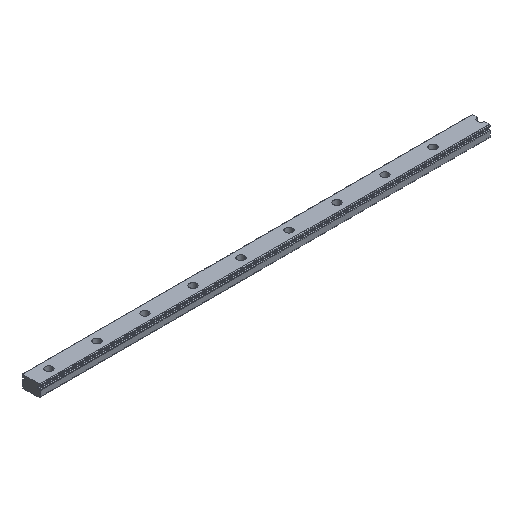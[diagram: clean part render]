
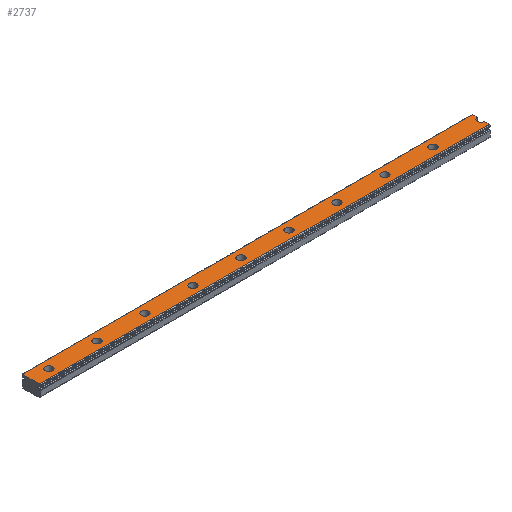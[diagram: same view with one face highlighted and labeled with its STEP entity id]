
A CAD part, isometric view. The second image highlights one B-rep face of the part: STEP entity #2737.
In plain terms, the highlighted planar face has unit normal (0, 0, 1).
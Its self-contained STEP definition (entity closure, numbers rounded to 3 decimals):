
#2117=CARTESIAN_POINT('POINT144',(43.,0.,
   10.));
#2118=VERTEX_POINT('VERTEX144',#2117);
#2126=CARTESIAN_POINT('POINT145',(37.,0.,
   10.));
#2127=VERTEX_POINT('VERTEX145',#2126);
#2134=CARTESIAN_POINT('POS198',(40.,0.,10.)
   );
#2135=DIRECTION('DIR311',(0.,0.,-1.));
#2136=DIRECTION('DIR312',(1.,0.,0.));
#2137=AXIS2_PLACEMENT_3D('AXIS114',#2134,#2135,#2136);
#2138=CIRCLE('ELLIPSE64',#2137,3.);
#2139=EDGE_CURVE('EDGE206',#2118,#2127,#2138,.T.);
#2150=EDGE_CURVE('EDGE207',#2127,#2118,#2138,.T.);
#2157=CARTESIAN_POINT('POINT146',(83.,0.,
   10.));
#2158=VERTEX_POINT('VERTEX146',#2157);
#2166=CARTESIAN_POINT('POINT147',(77.,0.,
   10.));
#2167=VERTEX_POINT('VERTEX147',#2166);
#2174=CARTESIAN_POINT('POS202',(80.,0.,10.)
   );
#2175=DIRECTION('DIR317',(0.,0.,-1.));
#2176=DIRECTION('DIR318',(1.,0.,0.));
#2177=AXIS2_PLACEMENT_3D('AXIS116',#2174,#2175,#2176);
#2178=CIRCLE('ELLIPSE65',#2177,3.);
#2179=EDGE_CURVE('EDGE210',#2158,#2167,#2178,.T.);
#2190=EDGE_CURVE('EDGE211',#2167,#2158,#2178,.T.);
#2197=CARTESIAN_POINT('POINT148',(123.,0.,
   10.));
#2198=VERTEX_POINT('VERTEX148',#2197);
#2206=CARTESIAN_POINT('POINT149',(117.,0.,
   10.));
#2207=VERTEX_POINT('VERTEX149',#2206);
#2214=CARTESIAN_POINT('POS206',(120.,0.,10.)
   );
#2215=DIRECTION('DIR323',(0.,0.,-1.));
#2216=DIRECTION('DIR324',(1.,0.,0.));
#2217=AXIS2_PLACEMENT_3D('AXIS118',#2214,#2215,#2216);
#2218=CIRCLE('ELLIPSE66',#2217,3.);
#2219=EDGE_CURVE('EDGE214',#2198,#2207,#2218,.T.);
#2230=EDGE_CURVE('EDGE215',#2207,#2198,#2218,.T.);
#2237=CARTESIAN_POINT('POINT150',(163.,0.,
   10.));
#2238=VERTEX_POINT('VERTEX150',#2237);
#2246=CARTESIAN_POINT('POINT151',(157.,0.,
   10.));
#2247=VERTEX_POINT('VERTEX151',#2246);
#2254=CARTESIAN_POINT('POS210',(160.,0.,10.)
   );
#2255=DIRECTION('DIR329',(0.,0.,-1.));
#2256=DIRECTION('DIR330',(1.,0.,0.));
#2257=AXIS2_PLACEMENT_3D('AXIS120',#2254,#2255,#2256);
#2258=CIRCLE('ELLIPSE67',#2257,3.);
#2259=EDGE_CURVE('EDGE218',#2238,#2247,#2258,.T.);
#2270=EDGE_CURVE('EDGE219',#2247,#2238,#2258,.T.);
#2277=CARTESIAN_POINT('POINT152',(203.,0.,
   10.));
#2278=VERTEX_POINT('VERTEX152',#2277);
#2286=CARTESIAN_POINT('POINT153',(197.,0.,
   10.));
#2287=VERTEX_POINT('VERTEX153',#2286);
#2294=CARTESIAN_POINT('POS214',(200.,0.,10.)
   );
#2295=DIRECTION('DIR335',(0.,0.,-1.));
#2296=DIRECTION('DIR336',(1.,0.,0.));
#2297=AXIS2_PLACEMENT_3D('AXIS122',#2294,#2295,#2296);
#2298=CIRCLE('ELLIPSE68',#2297,3.);
#2299=EDGE_CURVE('EDGE222',#2278,#2287,#2298,.T.);
#2310=EDGE_CURVE('EDGE223',#2287,#2278,#2298,.T.);
#2317=CARTESIAN_POINT('POINT154',(243.,0.,
   10.));
#2318=VERTEX_POINT('VERTEX154',#2317);
#2326=CARTESIAN_POINT('POINT155',(237.,0.,
   10.));
#2327=VERTEX_POINT('VERTEX155',#2326);
#2334=CARTESIAN_POINT('POS218',(240.,0.,10.)
   );
#2335=DIRECTION('DIR341',(0.,0.,-1.));
#2336=DIRECTION('DIR342',(1.,0.,0.));
#2337=AXIS2_PLACEMENT_3D('AXIS124',#2334,#2335,#2336);
#2338=CIRCLE('ELLIPSE69',#2337,3.);
#2339=EDGE_CURVE('EDGE226',#2318,#2327,#2338,.T.);
#2350=EDGE_CURVE('EDGE227',#2327,#2318,#2338,.T.);
#2357=CARTESIAN_POINT('POINT156',(283.,0.,
   10.));
#2358=VERTEX_POINT('VERTEX156',#2357);
#2366=CARTESIAN_POINT('POINT157',(277.,0.,
   10.));
#2367=VERTEX_POINT('VERTEX157',#2366);
#2374=CARTESIAN_POINT('POS222',(280.,0.,10.)
   );
#2375=DIRECTION('DIR347',(0.,0.,-1.));
#2376=DIRECTION('DIR348',(1.,0.,0.));
#2377=AXIS2_PLACEMENT_3D('AXIS126',#2374,#2375,#2376);
#2378=CIRCLE('ELLIPSE70',#2377,3.);
#2379=EDGE_CURVE('EDGE230',#2358,#2367,#2378,.T.);
#2390=EDGE_CURVE('EDGE231',#2367,#2358,#2378,.T.);
#2397=CARTESIAN_POINT('POINT158',(323.,0.,
   10.));
#2398=VERTEX_POINT('VERTEX158',#2397);
#2406=CARTESIAN_POINT('POINT159',(317.,0.,
   10.));
#2407=VERTEX_POINT('VERTEX159',#2406);
#2414=CARTESIAN_POINT('POS226',(320.,0.,10.)
   );
#2415=DIRECTION('DIR353',(0.,0.,-1.));
#2416=DIRECTION('DIR354',(1.,0.,0.));
#2417=AXIS2_PLACEMENT_3D('AXIS128',#2414,#2415,#2416);
#2418=CIRCLE('ELLIPSE71',#2417,3.);
#2419=EDGE_CURVE('EDGE234',#2398,#2407,#2418,.T.);
#2430=EDGE_CURVE('EDGE235',#2407,#2398,#2418,.T.);
#2437=CARTESIAN_POINT('POINT160',(360.,-3.,
   10.));
#2438=VERTEX_POINT('VERTEX160',#2437);
#2445=CARTESIAN_POINT('POINT161',(360.,-7.,
   10.));
#2446=VERTEX_POINT('VERTEX161',#2445);
#2447=CARTESIAN_POINT('POS229',(360.,-7.,10.
   ));
#2448=DIRECTION('DIR358',(0.,1.,0.));
#2449=VECTOR('VEC100',#2448,1.);
#2450=LINE('STRAIGHT100',#2447,#2449);
#2451=EDGE_CURVE('EDGE237',#2446,#2438,#2450,.T.);
#2485=CARTESIAN_POINT('POINT162',(-15.,-7.,
   10.));
#2486=VERTEX_POINT('VERTEX162',#2485);
#2487=CARTESIAN_POINT('POS232',(-15.,-7.,
   10.));
#2488=DIRECTION('DIR362',(1.,0.,0.));
#2489=VECTOR('VEC102',#2488,1.);
#2490=LINE('STRAIGHT102',#2487,#2489);
#2491=EDGE_CURVE('EDGE239',#2486,#2446,#2490,.T.);
#2524=CARTESIAN_POINT('POINT163',(-15.,7.,
   10.));
#2525=VERTEX_POINT('VERTEX163',#2524);
#2526=CARTESIAN_POINT('POS235',(-15.,-7.,
   10.));
#2527=DIRECTION('DIR366',(0.,1.,0.));
#2528=VECTOR('VEC104',#2527,1.);
#2529=LINE('STRAIGHT104',#2526,#2528);
#2530=EDGE_CURVE('EDGE241',#2486,#2525,#2529,.T.);
#2562=CARTESIAN_POINT('POINT164',(360.,7.,
   10.));
#2563=VERTEX_POINT('VERTEX164',#2562);
#2572=CARTESIAN_POINT('POS239',(-15.,7.,10.
   ));
#2573=DIRECTION('DIR371',(1.,0.,0.));
#2574=VECTOR('VEC107',#2573,1.);
#2575=LINE('STRAIGHT107',#2572,#2574);
#2576=EDGE_CURVE('EDGE244',#2525,#2563,#2575,.T.);
#2586=CARTESIAN_POINT('POINT165',(360.,3.,
   10.));
#2587=VERTEX_POINT('VERTEX165',#2586);
#2613=EDGE_CURVE('EDGE246',#2587,#2563,#2450,.T.);
#2618=CARTESIAN_POINT('POINT166',(357.,0.,
   10.));
#2619=VERTEX_POINT('VERTEX166',#2618);
#2628=CARTESIAN_POINT('POS243',(360.,0.,10.)
   );
#2629=DIRECTION('DIR376',(0.,0.,-1.));
#2630=DIRECTION('DIR377',(1.,0.,0.));
#2631=AXIS2_PLACEMENT_3D('AXIS134',#2628,#2629,#2630);
#2632=CIRCLE('ELLIPSE72',#2631,3.);
#2633=EDGE_CURVE('EDGE248',#2619,#2587,#2632,.T.);
#2644=EDGE_CURVE('EDGE249',#2438,#2619,#2632,.T.);
#2676=ORIENTED_EDGE('COEDGE478',*,*,#2644,.T.);
#2677=ORIENTED_EDGE('COEDGE479',*,*,#2633,.T.);
#2678=ORIENTED_EDGE('COEDGE480',*,*,#2613,.T.);
#2679=ORIENTED_EDGE('COEDGE481',*,*,#2576,.F.);
#2680=ORIENTED_EDGE('COEDGE482',*,*,#2530,.F.);
#2681=ORIENTED_EDGE('COEDGE483',*,*,#2491,.T.);
#2682=ORIENTED_EDGE('COEDGE484',*,*,#2451,.T.);
#2683=EDGE_LOOP('NONE',(#2676,#2677,#2678,#2679,#2680,#2681,#2682));
#2684=FACE_BOUND('LOOP1',#2683,.T.);
#2685=ORIENTED_EDGE('COEDGE485',*,*,#2430,.T.);
#2686=ORIENTED_EDGE('COEDGE486',*,*,#2419,.T.);
#2687=EDGE_LOOP('NONE',(#2685,#2686));
#2688=FACE_BOUND('LOOP1',#2687,.T.);
#2689=ORIENTED_EDGE('COEDGE487',*,*,#2390,.T.);
#2690=ORIENTED_EDGE('COEDGE488',*,*,#2379,.T.);
#2691=EDGE_LOOP('NONE',(#2689,#2690));
#2692=FACE_BOUND('LOOP1',#2691,.T.);
#2693=ORIENTED_EDGE('COEDGE489',*,*,#2350,.T.);
#2694=ORIENTED_EDGE('COEDGE490',*,*,#2339,.T.);
#2695=EDGE_LOOP('NONE',(#2693,#2694));
#2696=FACE_BOUND('LOOP1',#2695,.T.);
#2697=ORIENTED_EDGE('COEDGE491',*,*,#2310,.T.);
#2698=ORIENTED_EDGE('COEDGE492',*,*,#2299,.T.);
#2699=EDGE_LOOP('NONE',(#2697,#2698));
#2700=FACE_BOUND('LOOP1',#2699,.T.);
#2701=ORIENTED_EDGE('COEDGE493',*,*,#2270,.T.);
#2702=ORIENTED_EDGE('COEDGE494',*,*,#2259,.T.);
#2703=EDGE_LOOP('NONE',(#2701,#2702));
#2704=FACE_BOUND('LOOP1',#2703,.T.);
#2705=ORIENTED_EDGE('COEDGE495',*,*,#2230,.T.);
#2706=ORIENTED_EDGE('COEDGE496',*,*,#2219,.T.);
#2707=EDGE_LOOP('NONE',(#2705,#2706));
#2708=FACE_BOUND('LOOP1',#2707,.T.);
#2709=ORIENTED_EDGE('COEDGE497',*,*,#2190,.T.);
#2710=ORIENTED_EDGE('COEDGE498',*,*,#2179,.T.);
#2711=EDGE_LOOP('NONE',(#2709,#2710));
#2712=FACE_BOUND('LOOP1',#2711,.T.);
#2713=ORIENTED_EDGE('COEDGE499',*,*,#2150,.T.);
#2714=ORIENTED_EDGE('COEDGE500',*,*,#2139,.T.);
#2715=EDGE_LOOP('NONE',(#2713,#2714));
#2716=FACE_BOUND('LOOP1',#2715,.T.);
#2717=CARTESIAN_POINT('POINT169',(-3.,0.,
   10.));
#2718=VERTEX_POINT('VERTEX169',#2717);
#2719=CARTESIAN_POINT('POINT170',(3.,0.,
   10.));
#2720=VERTEX_POINT('VERTEX170',#2719);
#2721=CARTESIAN_POINT('POS247',(0.,0.,10.)
   );
#2722=DIRECTION('DIR384',(0.,0.,-1.));
#2723=DIRECTION('DIR385',(1.,0.,0.));
#2724=AXIS2_PLACEMENT_3D('AXIS138',#2721,#2722,#2723);
#2725=CIRCLE('ELLIPSE74',#2724,3.);
#2726=EDGE_CURVE('EDGE252',#2718,#2720,#2725,.T.);
#2727=ORIENTED_EDGE('COEDGE501',*,*,#2726,.T.);
#2728=EDGE_CURVE('EDGE253',#2720,#2718,#2725,.T.);
#2729=ORIENTED_EDGE('COEDGE502',*,*,#2728,.T.);
#2730=EDGE_LOOP('NONE',(#2727,#2729));
#2731=FACE_BOUND('LOOP1',#2730,.T.);
#2732=CARTESIAN_POINT('POS248',(-15.,-7.,
   10.));
#2733=DIRECTION('DIR386',(0.,0.,1.));
#2734=DIRECTION('DIR387',(1.,0.,0.));
#2735=AXIS2_PLACEMENT_3D('AXIS139',#2732,#2733,#2734);
#2736=PLANE('PLANE29',#2735);
#2737=ADVANCED_FACE('FACE85',(#2684,#2688,#2692,#2696,#2700,#2704,#2708,
   #2712,#2716,#2731),#2736,.T.);
